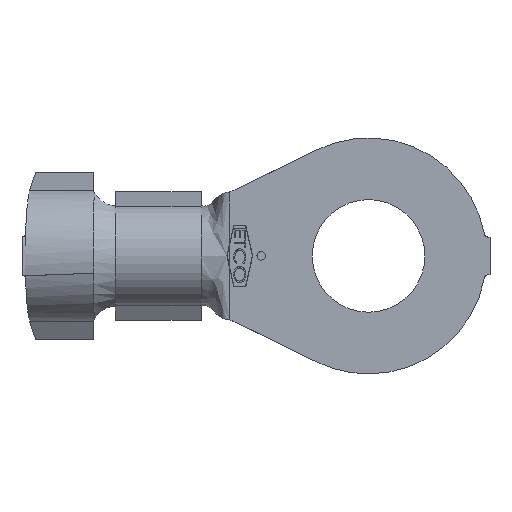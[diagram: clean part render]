
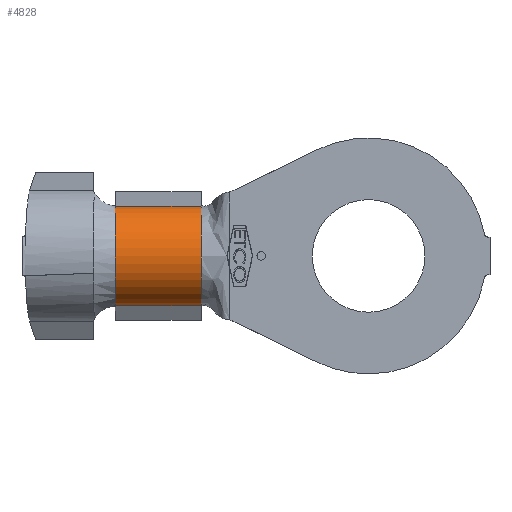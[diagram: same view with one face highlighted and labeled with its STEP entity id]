
A CAD part, front view. The second image highlights one B-rep face of the part: STEP entity #4828.
In plain terms, the highlighted cylindrical face has radius 3.785 mm (diameter 7.569 mm), a partial arc.
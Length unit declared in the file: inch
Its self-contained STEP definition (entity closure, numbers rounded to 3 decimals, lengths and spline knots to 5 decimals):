
#160 = DIRECTION ( 'NONE',  ( 0., 0., -1. ) ) ;
#216 = CARTESIAN_POINT ( 'NONE',  ( -0.487, 0.11224, -0.14439 ) ) ;
#294 = EDGE_CURVE ( 'NONE', #4634, #1390, #1772, .T. ) ;
#424 = CARTESIAN_POINT ( 'NONE',  ( -0.737, 0.11224, -0.14439 ) ) ;
#438 = DIRECTION ( 'NONE',  ( 1., 0., 0. ) ) ;
#879 = VERTEX_POINT ( 'NONE', #3376 ) ;
#1122 = AXIS2_PLACEMENT_3D ( 'NONE', #7484, #3831, #160 ) ;
#1228 = AXIS2_PLACEMENT_3D ( 'NONE', #2111, #6349, #2739 ) ;
#1367 = VECTOR ( 'NONE', #7747, 39.37008 ) ;
#1390 = VERTEX_POINT ( 'NONE', #216 ) ;
#1560 = EDGE_CURVE ( 'NONE', #879, #6220, #3010, .T. ) ;
#1772 = LINE ( 'NONE', #424, #6231 ) ;
#1960 = CARTESIAN_POINT ( 'NONE',  ( -0.737, 0.11224, -0.14439 ) ) ;
#2111 = CARTESIAN_POINT ( 'NONE',  ( -0.487, 0.149, 0. ) ) ;
#2257 = CARTESIAN_POINT ( 'NONE',  ( -0.737, 0.11224, 0.14439 ) ) ;
#2643 = CARTESIAN_POINT ( 'NONE',  ( -0.487, 0.11224, 0.14439 ) ) ;
#2739 = DIRECTION ( 'NONE',  ( 0., 0., -1. ) ) ;
#3010 = LINE ( 'NONE', #2257, #1367 ) ;
#3075 = CIRCLE ( 'NONE', #1228, 0.149 ) ;
#3082 = CYLINDRICAL_SURFACE ( 'NONE', #5198, 0.149 ) ;
#3376 = CARTESIAN_POINT ( 'NONE',  ( -0.737, 0.11224, 0.14439 ) ) ;
#3831 = DIRECTION ( 'NONE',  ( 1., 0., 0. ) ) ;
#3899 = EDGE_LOOP ( 'NONE', ( #5688, #6469, #6806, #7475 ) ) ;
#4634 = VERTEX_POINT ( 'NONE', #1960 ) ;
#4683 = EDGE_CURVE ( 'NONE', #879, #4634, #7267, .T. ) ;
#4828 = ADVANCED_FACE ( 'NONE', ( #7938 ), #3082, .T. ) ;
#5198 = AXIS2_PLACEMENT_3D ( 'NONE', #7689, #438, #5857 ) ;
#5431 = EDGE_CURVE ( 'NONE', #6220, #1390, #3075, .T. ) ;
#5688 = ORIENTED_EDGE ( 'NONE', *, *, #5431, .F. ) ;
#5857 = DIRECTION ( 'NONE',  ( 0., 0., -1. ) ) ;
#5900 = DIRECTION ( 'NONE',  ( 1., 0., 0. ) ) ;
#6220 = VERTEX_POINT ( 'NONE', #2643 ) ;
#6231 = VECTOR ( 'NONE', #5900, 39.37008 ) ;
#6349 = DIRECTION ( 'NONE',  ( 1., 0., 0. ) ) ;
#6469 = ORIENTED_EDGE ( 'NONE', *, *, #1560, .F. ) ;
#6806 = ORIENTED_EDGE ( 'NONE', *, *, #4683, .T. ) ;
#7267 = CIRCLE ( 'NONE', #1122, 0.149 ) ;
#7475 = ORIENTED_EDGE ( 'NONE', *, *, #294, .T. ) ;
#7484 = CARTESIAN_POINT ( 'NONE',  ( -0.737, 0.149, 0. ) ) ;
#7689 = CARTESIAN_POINT ( 'NONE',  ( -0.737, 0.149, 0. ) ) ;
#7747 = DIRECTION ( 'NONE',  ( 1., 0., 0. ) ) ;
#7938 = FACE_OUTER_BOUND ( 'NONE', #3899, .T. ) ;
